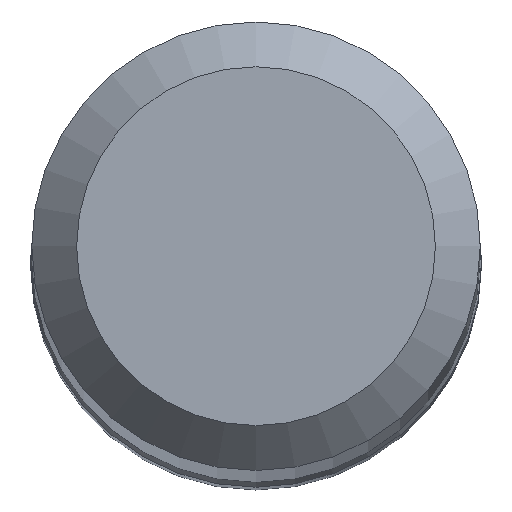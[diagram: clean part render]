
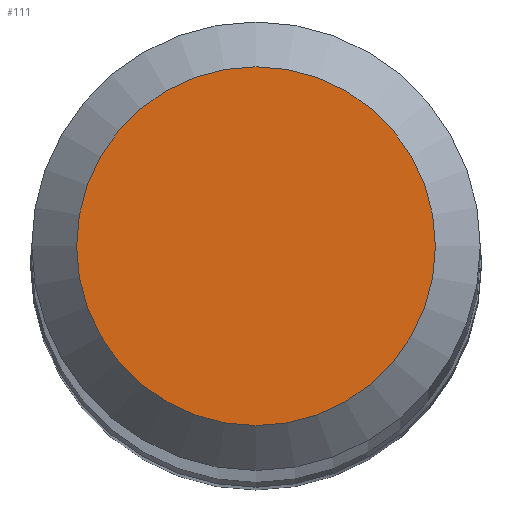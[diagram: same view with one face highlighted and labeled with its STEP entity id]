
A CAD part, top view. The second image highlights one B-rep face of the part: STEP entity #111.
In plain terms, the highlighted planar face has unit normal (0, 0, 1).
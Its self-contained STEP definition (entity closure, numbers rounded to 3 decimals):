
#20 = AXIS2_PLACEMENT_3D ( 'NONE', #160, #70, #50 ) ;
#50 = DIRECTION ( 'NONE',  ( 0., -1., 0. ) ) ;
#70 = DIRECTION ( 'NONE',  ( 0., 0., 1. ) ) ;
#104 = AXIS2_PLACEMENT_3D ( 'NONE', #185, #135, #248 ) ;
#111 = ADVANCED_FACE ( 'NONE', ( #137 ), #156, .T. ) ;
#135 = DIRECTION ( 'NONE',  ( 0., 0., -1. ) ) ;
#137 = FACE_OUTER_BOUND ( 'NONE', #283, .T. ) ;
#144 = ORIENTED_EDGE ( 'NONE', *, *, #174, .F. ) ;
#147 = VERTEX_POINT ( 'NONE', #234 ) ;
#156 = PLANE ( 'NONE',  #20 ) ;
#160 = CARTESIAN_POINT ( 'NONE',  ( 0., 0., 70. ) ) ;
#170 = CIRCLE ( 'NONE', #104, 1.2 ) ;
#174 = EDGE_CURVE ( 'NONE', #147, #147, #170, .T. ) ;
#185 = CARTESIAN_POINT ( 'NONE',  ( 0., 0., 70. ) ) ;
#234 = CARTESIAN_POINT ( 'NONE',  ( 0., 1.2, 70. ) ) ;
#248 = DIRECTION ( 'NONE',  ( 0., 1., 0. ) ) ;
#283 = EDGE_LOOP ( 'NONE', ( #144 ) ) ;
